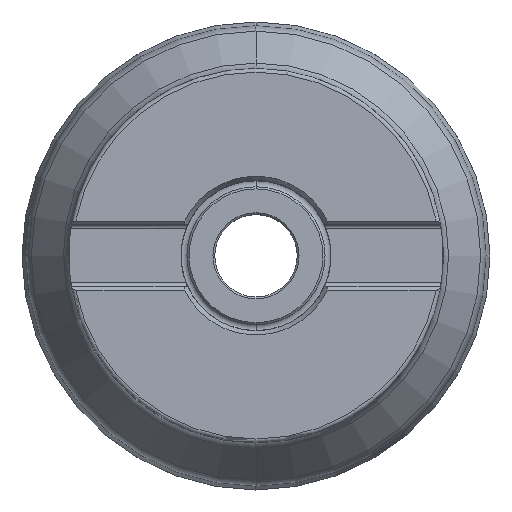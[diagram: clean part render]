
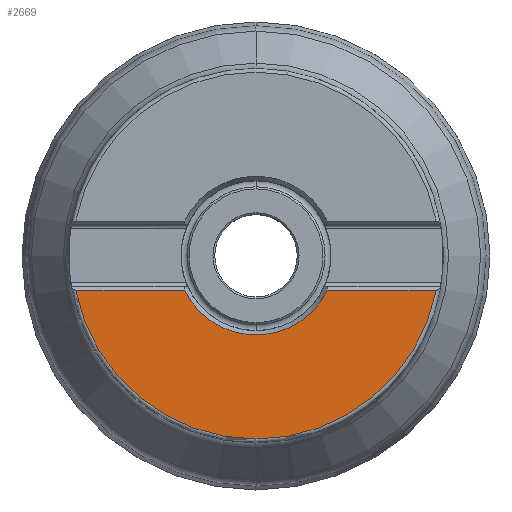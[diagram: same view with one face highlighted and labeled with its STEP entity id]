
A CAD part, top view. The second image highlights one B-rep face of the part: STEP entity #2669.
In plain terms, the highlighted face is planar.
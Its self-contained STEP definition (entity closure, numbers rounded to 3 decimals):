
#910=CARTESIAN_POINT('',(0.,0.,0.));
#911=DIRECTION('',(0.,0.,1.));
#912=DIRECTION('',(-0.9,-0.435,0.));
#913=AXIS2_PLACEMENT_3D('',#910,#911,#912);
#949=DIRECTION('',(-1.,0.,0.));
#950=VECTOR('',#949,29.032);
#951=CARTESIAN_POINT('',(48.123,-9.228,0.));
#952=LINE('',#951,#950);
#956=DIRECTION('',(-1.,0.,0.));
#957=VECTOR('',#956,29.032);
#958=CARTESIAN_POINT('',(-19.092,-9.228,0.));
#959=LINE('',#958,#957);
#1015=CARTESIAN_POINT('',(0.,0.,0.));
#1016=DIRECTION('',(0.,0.,-1.));
#1017=DIRECTION('',(0.982,-0.188,0.));
#1018=AXIS2_PLACEMENT_3D('',#1015,#1016,#1017);
#2110=CARTESIAN_POINT('',(48.123,-9.228,0.));
#2111=CARTESIAN_POINT('',(19.092,-9.228,0.));
#2112=VERTEX_POINT('',#2110);
#2113=VERTEX_POINT('',#2111);
#2114=CARTESIAN_POINT('',(-19.092,-9.228,0.));
#2115=CARTESIAN_POINT('',(-48.123,-9.228,0.));
#2116=VERTEX_POINT('',#2114);
#2117=VERTEX_POINT('',#2115);
#2657=CARTESIAN_POINT('',(0.,0.,0.));
#2658=DIRECTION('',(0.,0.,-1.));
#2659=DIRECTION('',(0.,-1.,0.));
#2660=AXIS2_PLACEMENT_3D('',#2657,#2658,#2659);
#2661=PLANE('',#2660);
#2662=ORIENTED_EDGE('',*,*,#2584,.T.);
#2663=ORIENTED_EDGE('',*,*,#2637,.F.);
#2664=ORIENTED_EDGE('',*,*,#2600,.T.);
#2666=ORIENTED_EDGE('',*,*,#2665,.F.);
#2667=EDGE_LOOP('',(#2662,#2663,#2664,#2666));
#2668=FACE_OUTER_BOUND('',#2667,.F.);
#914=CIRCLE('',#913,21.205);
#1019=CIRCLE('',#1018,49.);
#2584=EDGE_CURVE('',#2112,#2113,#952,.T.);
#2600=EDGE_CURVE('',#2116,#2117,#959,.T.);
#2637=EDGE_CURVE('',#2116,#2113,#914,.T.);
#2665=EDGE_CURVE('',#2112,#2117,#1019,.T.);
#2669=ADVANCED_FACE('',(#2668),#2661,.T.);
